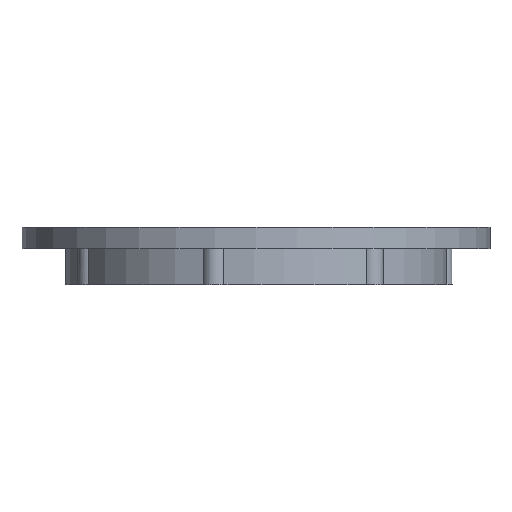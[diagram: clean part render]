
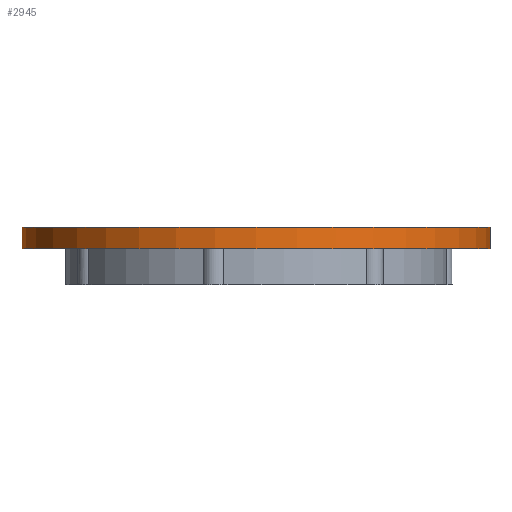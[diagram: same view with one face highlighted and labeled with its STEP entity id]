
A CAD part, front view. The second image highlights one B-rep face of the part: STEP entity #2945.
In plain terms, the highlighted cylindrical face has radius 65 mm (diameter 130 mm), a full revolution.
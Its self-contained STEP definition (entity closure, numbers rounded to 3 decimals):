
#532=CYLINDRICAL_SURFACE('',#3179,65.);
#661=CIRCLE('',#3180,65.);
#662=CIRCLE('',#3181,65.);
#1106=ORIENTED_EDGE('',*,*,#1959,.F.);
#1107=ORIENTED_EDGE('',*,*,#1960,.T.);
#1959=EDGE_CURVE('',#2357,#2357,#661,.T.);
#1960=EDGE_CURVE('',#2358,#2358,#662,.T.);
#2357=VERTEX_POINT('',#5059);
#2358=VERTEX_POINT('',#5061);
#2550=EDGE_LOOP('',(#1106));
#2551=EDGE_LOOP('',(#1107));
#2738=FACE_BOUND('',#2550,.T.);
#2739=FACE_BOUND('',#2551,.T.);
#2945=ADVANCED_FACE('',(#2738,#2739),#532,.T.);
#3179=AXIS2_PLACEMENT_3D('',#5057,#3804,#3805);
#3180=AXIS2_PLACEMENT_3D('',#5058,#3806,#3807);
#3181=AXIS2_PLACEMENT_3D('',#5060,#3808,#3809);
#3804=DIRECTION('',(0.,0.,-1.));
#3805=DIRECTION('',(-1.,0.,0.));
#3806=DIRECTION('',(0.,0.,1.));
#3807=DIRECTION('',(1.,0.,0.));
#3808=DIRECTION('',(0.,0.,1.));
#3809=DIRECTION('',(1.,0.,0.));
#5057=CARTESIAN_POINT('',(0.,0.,6.));
#5058=CARTESIAN_POINT('',(0.,0.,6.));
#5059=CARTESIAN_POINT('',(65.,0.,6.));
#5060=CARTESIAN_POINT('',(0.,0.,0.));
#5061=CARTESIAN_POINT('',(65.,0.,0.));
